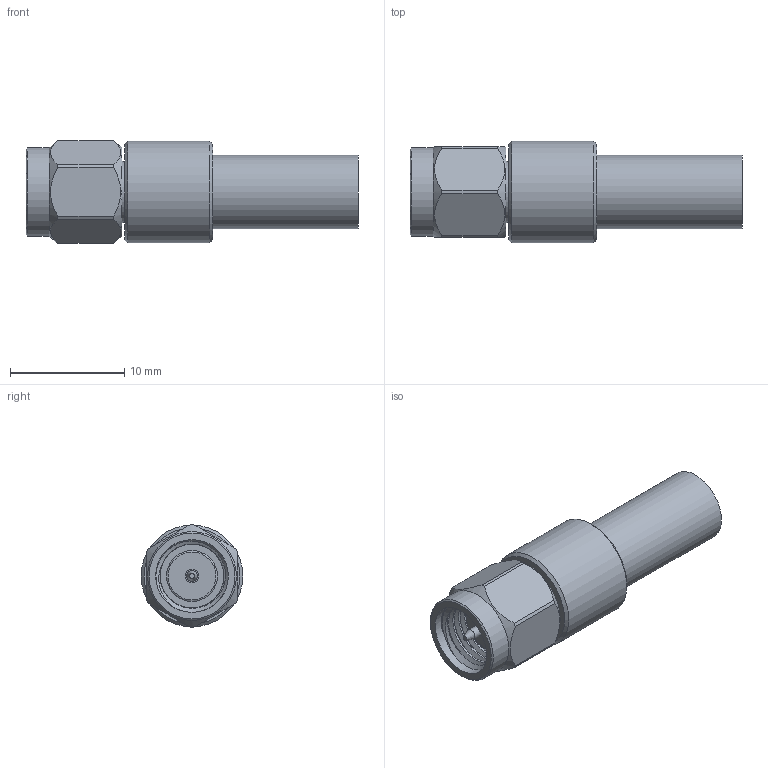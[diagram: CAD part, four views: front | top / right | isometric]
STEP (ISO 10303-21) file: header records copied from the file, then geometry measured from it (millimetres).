
FILE_DESCRIPTION (( 'STEP AP203' ), '1' );
FILE_NAME ('SC7029_3D.STEP', '2020-05-26T17:04:42', ( '' ), ( '' ), 'SwSTEP 2.0', 'SolidWorks 2018', '' );
FILE_SCHEMA (( 'CONFIG_CONTROL_DESIGN' ));
Length unit declared in the file: inch
Products named in the file (1): SC7029_3D
Bounding box: 29 x 8.89 x 8.99 mm (x, y, z)
Volume: 989.6 mm3; surface area: 1466.2 mm2
Topology: 2 solids, 2 shells, 53 faces, 131 edges, 90 vertices
Faces by surface type: cylinder 23, plane 18, cone 8, bspline 4
Full cylindrical faces by diameter (mm): 0.94 x1, 1.194 x1, 3.2 x1, 4.445 x1, 4.5 x1, 5.334 x1, 5.4 x1, 6.35 x6, 6.4 x1, 7.762 x1, 8.89 x1
Entity records: 3471 total; most frequent: CARTESIAN_POINT 2384, ORIENTED_EDGE 206, DIRECTION 182, EDGE_CURVE 103, VERTEX_POINT 87, AXIS2_PLACEMENT_3D 85, EDGE_LOOP 76, FACE_OUTER_BOUND 59
